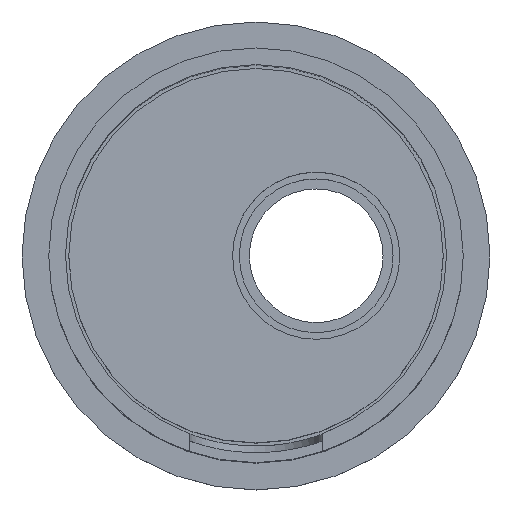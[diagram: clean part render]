
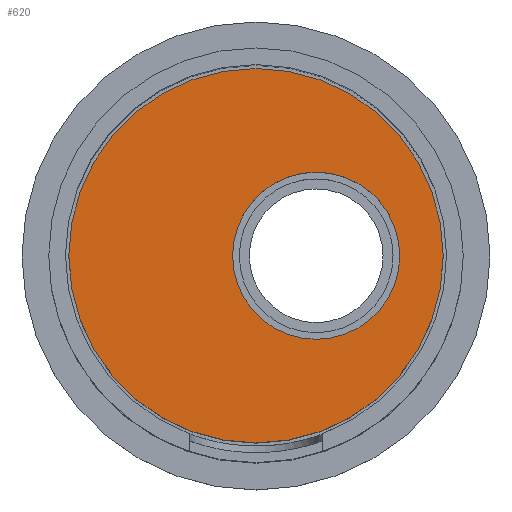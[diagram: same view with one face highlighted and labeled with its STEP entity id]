
A CAD part, top view. The second image highlights one B-rep face of the part: STEP entity #620.
In plain terms, the highlighted face is planar.
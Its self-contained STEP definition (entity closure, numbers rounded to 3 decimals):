
#6 = DIRECTION ( 'NONE',  ( 0., 0., 1. ) ) ;
#78 = VERTEX_POINT ( 'NONE', #1829 ) ;
#154 = CARTESIAN_POINT ( 'NONE',  ( 0., 0., 0. ) ) ;
#183 = ORIENTED_EDGE ( 'NONE', *, *, #205, .F. ) ;
#205 = EDGE_CURVE ( 'NONE', #830, #1268, #206, .T. ) ;
#206 = CIRCLE ( 'NONE', #1470, 28. ) ;
#216 = DIRECTION ( 'NONE',  ( 0., 0., -1. ) ) ;
#232 = ORIENTED_EDGE ( 'NONE', *, *, #1630, .F. ) ;
#376 = DIRECTION ( 'NONE',  ( 0., 0., 1. ) ) ;
#507 = CARTESIAN_POINT ( 'NONE',  ( 0., 0., 0. ) ) ;
#577 = EDGE_LOOP ( 'NONE', ( #232, #1941 ) ) ;
#598 = CARTESIAN_POINT ( 'NONE',  ( -28., 0., 0. ) ) ;
#620 = ADVANCED_FACE ( 'NONE', ( #702, #1559 ), #1062, .F. ) ;
#692 = DIRECTION ( 'NONE',  ( 1., 0., 0. ) ) ;
#702 = FACE_BOUND ( 'NONE', #577, .T. ) ;
#721 = CIRCLE ( 'NONE', #2200, 28. ) ;
#821 = ORIENTED_EDGE ( 'NONE', *, *, #2086, .F. ) ;
#823 = DIRECTION ( 'NONE',  ( 1., 0., 0. ) ) ;
#830 = VERTEX_POINT ( 'NONE', #598 ) ;
#870 = CARTESIAN_POINT ( 'NONE',  ( 0., 0., 0. ) ) ;
#917 = DIRECTION ( 'NONE',  ( -1., 0., 0. ) ) ;
#933 = DIRECTION ( 'NONE',  ( 0., 0., -1. ) ) ;
#1062 = PLANE ( 'NONE',  #1907 ) ;
#1261 = AXIS2_PLACEMENT_3D ( 'NONE', #1764, #216, #917 ) ;
#1268 = VERTEX_POINT ( 'NONE', #1496 ) ;
#1338 = EDGE_LOOP ( 'NONE', ( #183, #821 ) ) ;
#1435 = DIRECTION ( 'NONE',  ( -1., 0., 0. ) ) ;
#1470 = AXIS2_PLACEMENT_3D ( 'NONE', #507, #376, #1910 ) ;
#1496 = CARTESIAN_POINT ( 'NONE',  ( 28., 0., 0. ) ) ;
#1500 = DIRECTION ( 'NONE',  ( 0., 0., 1. ) ) ;
#1559 = FACE_OUTER_BOUND ( 'NONE', #1338, .T. ) ;
#1580 = EDGE_CURVE ( 'NONE', #78, #1640, #1659, .T. ) ;
#1630 = EDGE_CURVE ( 'NONE', #1640, #78, #1943, .T. ) ;
#1640 = VERTEX_POINT ( 'NONE', #1843 ) ;
#1659 = CIRCLE ( 'NONE', #2228, 12.5 ) ;
#1764 = CARTESIAN_POINT ( 'NONE',  ( -9., 0., 0. ) ) ;
#1829 = CARTESIAN_POINT ( 'NONE',  ( 3.5, 0., 0. ) ) ;
#1843 = CARTESIAN_POINT ( 'NONE',  ( -21.5, 0., 0. ) ) ;
#1907 = AXIS2_PLACEMENT_3D ( 'NONE', #870, #6, #692 ) ;
#1910 = DIRECTION ( 'NONE',  ( 1., 0., 0. ) ) ;
#1941 = ORIENTED_EDGE ( 'NONE', *, *, #1580, .F. ) ;
#1943 = CIRCLE ( 'NONE', #1261, 12.5 ) ;
#2086 = EDGE_CURVE ( 'NONE', #1268, #830, #721, .T. ) ;
#2128 = CARTESIAN_POINT ( 'NONE',  ( -9., 0., 0. ) ) ;
#2200 = AXIS2_PLACEMENT_3D ( 'NONE', #154, #1500, #823 ) ;
#2228 = AXIS2_PLACEMENT_3D ( 'NONE', #2128, #933, #1435 ) ;
